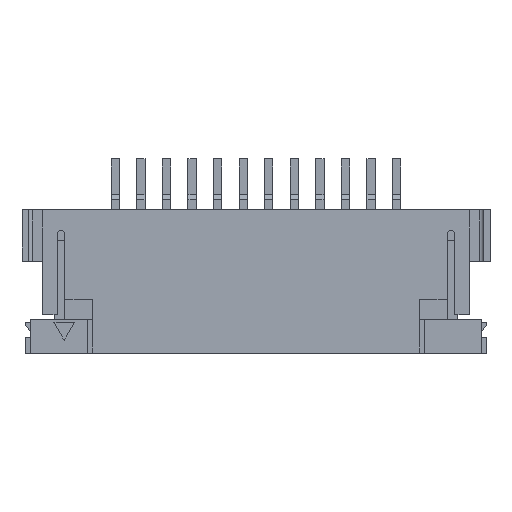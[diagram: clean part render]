
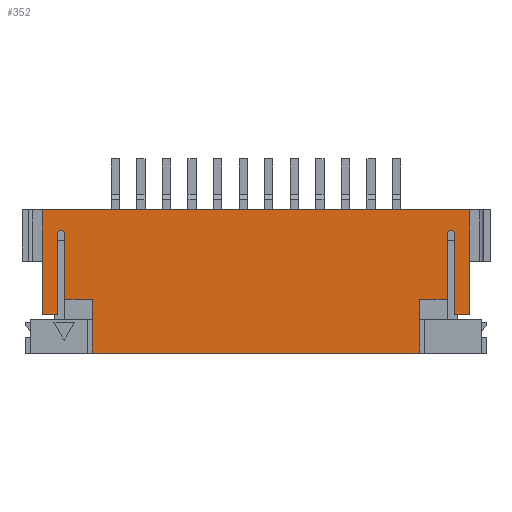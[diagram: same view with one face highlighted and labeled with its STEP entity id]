
A CAD part, top view. The second image highlights one B-rep face of the part: STEP entity #352.
In plain terms, the highlighted planar face has unit normal (0, 0, 1).
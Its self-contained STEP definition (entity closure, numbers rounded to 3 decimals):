
#117=CIRCLE('',#9186,0.15);
#119=CIRCLE('',#9191,0.15);
#352=ADVANCED_FACE('',(#1158),#766,.T.);
#766=PLANE('',#9194);
#1158=FACE_OUTER_BOUND('',#1602,.T.);
#1602=EDGE_LOOP('',(#2861,#2862,#2863,#2864,#2865,#2866,#2867,#2868,#2869,
#2870,#2871,#2872,#2873,#2874,#2875,#2876));
#2861=ORIENTED_EDGE('',*,*,#5963,.F.);
#2862=ORIENTED_EDGE('',*,*,#5964,.F.);
#2863=ORIENTED_EDGE('',*,*,#5811,.F.);
#2864=ORIENTED_EDGE('',*,*,#5955,.F.);
#2865=ORIENTED_EDGE('',*,*,#5965,.F.);
#2866=ORIENTED_EDGE('',*,*,#5966,.F.);
#2867=ORIENTED_EDGE('',*,*,#5959,.F.);
#2868=ORIENTED_EDGE('',*,*,#5887,.T.);
#2869=ORIENTED_EDGE('',*,*,#5898,.T.);
#2870=ORIENTED_EDGE('',*,*,#5908,.F.);
#2871=ORIENTED_EDGE('',*,*,#5967,.F.);
#2872=ORIENTED_EDGE('',*,*,#5944,.F.);
#2873=ORIENTED_EDGE('',*,*,#5968,.F.);
#2874=ORIENTED_EDGE('',*,*,#5969,.F.);
#2875=ORIENTED_EDGE('',*,*,#5970,.T.);
#2876=ORIENTED_EDGE('',*,*,#5971,.F.);
#4828=VERTEX_POINT('',#12721);
#4829=VERTEX_POINT('',#12723);
#4899=VERTEX_POINT('',#12873);
#4900=VERTEX_POINT('',#12875);
#4908=VERTEX_POINT('',#12894);
#4915=VERTEX_POINT('',#12912);
#4942=VERTEX_POINT('',#12981);
#4943=VERTEX_POINT('',#12983);
#4948=VERTEX_POINT('',#13001);
#4951=VERTEX_POINT('',#13010);
#4954=VERTEX_POINT('',#13018);
#4955=VERTEX_POINT('',#13019);
#4956=VERTEX_POINT('',#13022);
#4957=VERTEX_POINT('',#13026);
#4958=VERTEX_POINT('',#13028);
#4959=VERTEX_POINT('',#13030);
#5811=EDGE_CURVE('',#4828,#4829,#7074,.T.);
#5887=EDGE_CURVE('',#4900,#4899,#7149,.T.);
#5898=EDGE_CURVE('',#4899,#4908,#7160,.T.);
#5908=EDGE_CURVE('',#4915,#4908,#7170,.T.);
#5944=EDGE_CURVE('',#4942,#4943,#117,.T.);
#5955=EDGE_CURVE('',#4948,#4828,#119,.T.);
#5959=EDGE_CURVE('',#4900,#4951,#7216,.T.);
#5963=EDGE_CURVE('',#4954,#4955,#7220,.T.);
#5964=EDGE_CURVE('',#4829,#4954,#7221,.T.);
#5965=EDGE_CURVE('',#4956,#4948,#7222,.T.);
#5966=EDGE_CURVE('',#4951,#4956,#7223,.T.);
#5967=EDGE_CURVE('',#4943,#4915,#7224,.T.);
#5968=EDGE_CURVE('',#4957,#4942,#7225,.T.);
#5969=EDGE_CURVE('',#4958,#4957,#7226,.T.);
#5970=EDGE_CURVE('',#4958,#4959,#7227,.T.);
#5971=EDGE_CURVE('',#4955,#4959,#7228,.T.);
#7074=LINE('',#12722,#8263);
#7149=LINE('',#12874,#8338);
#7160=LINE('',#12895,#8349);
#7170=LINE('',#12913,#8359);
#7216=LINE('',#13009,#8405);
#7220=LINE('',#13017,#8409);
#7221=LINE('',#13020,#8410);
#7222=LINE('',#13021,#8411);
#7223=LINE('',#13023,#8412);
#7224=LINE('',#13024,#8413);
#7225=LINE('',#13025,#8414);
#7226=LINE('',#13027,#8415);
#7227=LINE('',#13029,#8416);
#7228=LINE('',#13031,#8417);
#8263=VECTOR('',#10277,1.);
#8338=VECTOR('',#10364,1.);
#8349=VECTOR('',#10377,1.);
#8359=VECTOR('',#10389,1.);
#8405=VECTOR('',#10465,1.);
#8409=VECTOR('',#10471,1.);
#8410=VECTOR('',#10472,1.);
#8411=VECTOR('',#10473,1.);
#8412=VECTOR('',#10474,1.);
#8413=VECTOR('',#10475,1.);
#8414=VECTOR('',#10476,1.);
#8415=VECTOR('',#10477,1.);
#8416=VECTOR('',#10478,1.);
#8417=VECTOR('',#10479,1.);
#9186=AXIS2_PLACEMENT_3D('',#12982,#10439,#10440);
#9191=AXIS2_PLACEMENT_3D('',#13002,#10458,#10459);
#9194=AXIS2_PLACEMENT_3D('',#13032,#10480,#10481);
#10277=DIRECTION('',(0.,-1.,0.));
#10364=DIRECTION('',(-1.,0.,0.));
#10377=DIRECTION('',(0.,-1.,0.));
#10389=DIRECTION('',(-1.,0.,0.));
#10439=DIRECTION('',(0.,0.,1.));
#10440=DIRECTION('',(-1.,0.,0.));
#10458=DIRECTION('',(0.,0.,1.));
#10459=DIRECTION('',(1.,0.,0.));
#10465=DIRECTION('',(0.,-1.,0.));
#10471=DIRECTION('',(0.,-1.,0.));
#10472=DIRECTION('',(-1.,0.,0.));
#10473=DIRECTION('',(0.,1.,0.));
#10474=DIRECTION('',(-1.,0.,0.));
#10475=DIRECTION('',(0.,-1.,0.));
#10476=DIRECTION('',(0.,1.,0.));
#10477=DIRECTION('',(-1.,0.,0.));
#10478=DIRECTION('',(0.,-1.,0.));
#10479=DIRECTION('',(-1.,0.,0.));
#10480=DIRECTION('',(0.,0.,1.));
#10481=DIRECTION('',(1.,0.,0.));
#12721=CARTESIAN_POINT('',(7.475,3.35,2.7));
#12722=CARTESIAN_POINT('',(7.475,3.35,2.7));
#12723=CARTESIAN_POINT('',(7.475,0.8,2.7));
#12873=CARTESIAN_POINT('',(-8.35,4.3,2.7));
#12874=CARTESIAN_POINT('',(8.35,4.3,2.7));
#12875=CARTESIAN_POINT('',(8.35,4.3,2.7));
#12894=CARTESIAN_POINT('',(-8.35,0.2,2.7));
#12895=CARTESIAN_POINT('',(-8.35,4.3,2.7));
#12912=CARTESIAN_POINT('',(-7.775,0.2,2.7));
#12913=CARTESIAN_POINT('',(-7.775,0.2,2.7));
#12981=CARTESIAN_POINT('',(-7.475,3.35,2.7));
#12982=CARTESIAN_POINT('',(-7.625,3.35,2.7));
#12983=CARTESIAN_POINT('',(-7.775,3.35,2.7));
#13001=CARTESIAN_POINT('',(7.775,3.35,2.7));
#13002=CARTESIAN_POINT('',(7.625,3.35,2.7));
#13009=CARTESIAN_POINT('',(8.35,4.3,2.7));
#13010=CARTESIAN_POINT('',(8.35,0.2,2.7));
#13017=CARTESIAN_POINT('',(6.4,0.,2.7));
#13018=CARTESIAN_POINT('',(6.4,0.8,2.7));
#13019=CARTESIAN_POINT('',(6.4,-1.3,2.7));
#13020=CARTESIAN_POINT('',(7.475,0.8,2.7));
#13021=CARTESIAN_POINT('',(7.775,0.2,2.7));
#13022=CARTESIAN_POINT('',(7.775,0.2,2.7));
#13023=CARTESIAN_POINT('',(8.35,0.2,2.7));
#13024=CARTESIAN_POINT('',(-7.775,3.35,2.7));
#13025=CARTESIAN_POINT('',(-7.475,0.,2.7));
#13026=CARTESIAN_POINT('',(-7.475,0.8,2.7));
#13027=CARTESIAN_POINT('',(-6.4,0.8,2.7));
#13028=CARTESIAN_POINT('',(-6.4,0.8,2.7));
#13029=CARTESIAN_POINT('',(-6.4,0.,2.7));
#13030=CARTESIAN_POINT('',(-6.4,-1.3,2.7));
#13031=CARTESIAN_POINT('',(6.4,-1.3,2.7));
#13032=CARTESIAN_POINT('',(8.35,4.3,2.7));
